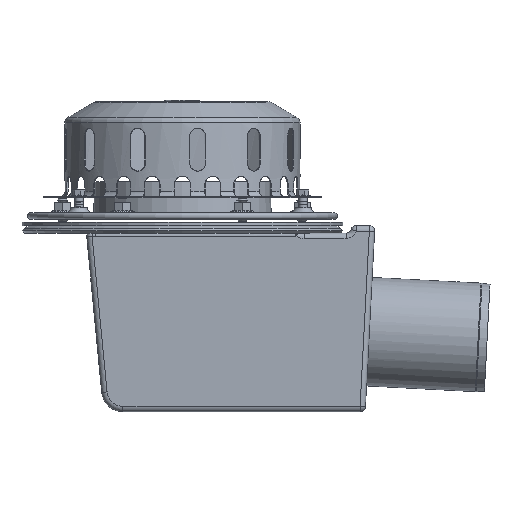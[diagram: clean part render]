
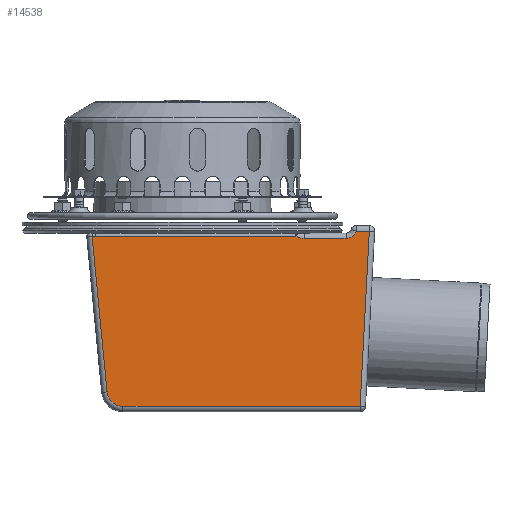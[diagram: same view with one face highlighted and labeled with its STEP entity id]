
A CAD part, front view. The second image highlights one B-rep face of the part: STEP entity #14538.
In plain terms, the highlighted planar face has unit normal (0, -1, 0).
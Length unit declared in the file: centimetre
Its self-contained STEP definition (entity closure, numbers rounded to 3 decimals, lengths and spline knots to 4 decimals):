
#166=B_SPLINE_CURVE_WITH_KNOTS('',3,(#23426,#23427,#23428,#23429,#23430),
 .UNSPECIFIED.,.F.,.F.,(4,1,4),(0.,3.4007,7.9349),
 .UNSPECIFIED.);
#1179=PLANE('',#15847);
#1741=FACE_OUTER_BOUND('',#2700,.T.);
#2700=EDGE_LOOP('',(#10987,#10988,#10989,#10990,#10991,#10992,#10993,#10994,
#10995,#10996,#10997,#10998,#10999,#11000,#11001));
#3521=LINE('',#23377,#4363);
#3522=LINE('',#23381,#4364);
#3523=LINE('',#23392,#4365);
#3524=LINE('',#23394,#4366);
#3531=LINE('',#23412,#4373);
#3532=LINE('',#23416,#4374);
#3533=LINE('',#23418,#4375);
#3534=LINE('',#23420,#4376);
#3535=LINE('',#23424,#4377);
#3536=LINE('',#23431,#4378);
#3537=LINE('',#23433,#4379);
#3538=LINE('',#23434,#4380);
#4363=VECTOR('',#18659,1.);
#4364=VECTOR('',#18664,1.);
#4365=VECTOR('',#18667,1.);
#4366=VECTOR('',#18668,1.);
#4373=VECTOR('',#18685,1.);
#4374=VECTOR('',#18688,1.);
#4375=VECTOR('',#18689,1.);
#4376=VECTOR('',#18690,1.);
#4377=VECTOR('',#18693,1.);
#4378=VECTOR('',#18694,1.);
#4379=VECTOR('',#18695,1.);
#4380=VECTOR('',#18696,1.);
#5315=CIRCLE('',#15848,15.);
#5316=CIRCLE('',#15849,10.);
#6237=VERTEX_POINT('',#23373);
#6238=VERTEX_POINT('',#23375);
#6239=VERTEX_POINT('',#23379);
#6240=VERTEX_POINT('',#23388);
#6242=VERTEX_POINT('',#23391);
#6243=VERTEX_POINT('',#23393);
#6249=VERTEX_POINT('',#23411);
#6250=VERTEX_POINT('',#23413);
#6251=VERTEX_POINT('',#23415);
#6252=VERTEX_POINT('',#23417);
#6253=VERTEX_POINT('',#23419);
#6254=VERTEX_POINT('',#23421);
#6255=VERTEX_POINT('',#23423);
#6256=VERTEX_POINT('',#23425);
#6257=VERTEX_POINT('',#23432);
#7953=EDGE_CURVE('',#6238,#6237,#3521,.T.);
#7955=EDGE_CURVE('',#6239,#6238,#3522,.T.);
#7957=EDGE_CURVE('',#6242,#6240,#3523,.T.);
#7958=EDGE_CURVE('',#6243,#6242,#3524,.T.);
#7967=EDGE_CURVE('',#6249,#6239,#3531,.T.);
#7968=EDGE_CURVE('',#6250,#6249,#5315,.T.);
#7969=EDGE_CURVE('',#6251,#6250,#3532,.T.);
#7970=EDGE_CURVE('',#6252,#6251,#3533,.T.);
#7971=EDGE_CURVE('',#6253,#6252,#3534,.T.);
#7972=EDGE_CURVE('',#6254,#6253,#5316,.T.);
#7973=EDGE_CURVE('',#6255,#6254,#3535,.T.);
#7974=EDGE_CURVE('',#6256,#6255,#166,.T.);
#7975=EDGE_CURVE('',#6243,#6256,#3536,.T.);
#7976=EDGE_CURVE('',#6257,#6240,#3537,.T.);
#7977=EDGE_CURVE('',#6237,#6257,#3538,.T.);
#10987=ORIENTED_EDGE('',*,*,#7967,.F.);
#10988=ORIENTED_EDGE('',*,*,#7968,.F.);
#10989=ORIENTED_EDGE('',*,*,#7969,.F.);
#10990=ORIENTED_EDGE('',*,*,#7970,.F.);
#10991=ORIENTED_EDGE('',*,*,#7971,.F.);
#10992=ORIENTED_EDGE('',*,*,#7972,.F.);
#10993=ORIENTED_EDGE('',*,*,#7973,.F.);
#10994=ORIENTED_EDGE('',*,*,#7974,.F.);
#10995=ORIENTED_EDGE('',*,*,#7975,.F.);
#10996=ORIENTED_EDGE('',*,*,#7958,.T.);
#10997=ORIENTED_EDGE('',*,*,#7957,.T.);
#10998=ORIENTED_EDGE('',*,*,#7976,.F.);
#10999=ORIENTED_EDGE('',*,*,#7977,.F.);
#11000=ORIENTED_EDGE('',*,*,#7953,.F.);
#11001=ORIENTED_EDGE('',*,*,#7955,.F.);
#14538=ADVANCED_FACE('',(#1741),#1179,.T.);
#15847=AXIS2_PLACEMENT_3D('',#23410,#18683,#18684);
#15848=AXIS2_PLACEMENT_3D('',#23414,#18686,#18687);
#15849=AXIS2_PLACEMENT_3D('',#23422,#18691,#18692);
#18659=DIRECTION('',(-0.052,0.,0.999));
#18664=DIRECTION('',(-0.999,0.,-0.052));
#18667=DIRECTION('',(-0.096,0.,0.995));
#18668=DIRECTION('',(-0.999,0.,-0.052));
#18683=DIRECTION('center_axis',(0.,-1.,0.));
#18684=DIRECTION('ref_axis',(1.,0.,0.));
#18685=DIRECTION('',(-0.096,0.,0.995));
#18686=DIRECTION('center_axis',(0.,1.,0.));
#18687=DIRECTION('ref_axis',(0.901,0.,0.434));
#18688=DIRECTION('',(-1.,0.,0.));
#18689=DIRECTION('',(-0.052,0.,-0.999));
#18690=DIRECTION('',(1.,0.,0.));
#18691=DIRECTION('center_axis',(0.,-1.,0.));
#18692=DIRECTION('ref_axis',(0.592,0.,-0.806));
#18693=DIRECTION('',(1.,0.,0.));
#18694=DIRECTION('',(1.,0.,0.));
#18695=DIRECTION('',(1.,0.,0.));
#18696=DIRECTION('',(-0.096,0.,0.995));
#23373=CARTESIAN_POINT('',(-84.4376,-90.,79.3995));
#23375=CARTESIAN_POINT('',(-84.3968,-90.,78.6216));
#23377=CARTESIAN_POINT('',(-84.3968,-90.,78.6216));
#23379=CARTESIAN_POINT('',(-84.3628,-90.,78.6234));
#23381=CARTESIAN_POINT('',(-81.4009,-90.,78.7786));
#23388=CARTESIAN_POINT('',(-81.5186,-90.,80.0004));
#23391=CARTESIAN_POINT('',(-81.5183,-90.,79.9976));
#23392=CARTESIAN_POINT('',(-65.7272,-90.,-83.9996));
#23393=CARTESIAN_POINT('',(-81.4649,-90.,80.0004));
#23394=CARTESIAN_POINT('',(-81.4649,-90.,80.0004));
#23410=CARTESIAN_POINT('Origin',(46.4663,-90.,3.3735));
#23411=CARTESIAN_POINT('',(-70.4914,-90.,-65.4373));
#23412=CARTESIAN_POINT('',(-80.5024,-90.,38.5314));
#23413=CARTESIAN_POINT('',(-55.5604,-90.,-78.9996));
#23414=CARTESIAN_POINT('Origin',(-55.5604,-90.,-63.9996));
#23415=CARTESIAN_POINT('',(166.1362,-90.,-78.9996));
#23416=CARTESIAN_POINT('',(-55.881,-90.,-78.9996));
#23417=CARTESIAN_POINT('',(174.7311,-90.,85.0004));
#23418=CARTESIAN_POINT('',(168.0008,-90.,-43.4222));
#23419=CARTESIAN_POINT('',(162.5394,-90.,85.0004));
#23420=CARTESIAN_POINT('',(113.2331,-90.,85.0004));
#23421=CARTESIAN_POINT('',(153.,-90.,78.0004));
#23422=CARTESIAN_POINT('Origin',(153.,-90.,88.0004));
#23423=CARTESIAN_POINT('',(113.7497,-90.,78.0004));
#23424=CARTESIAN_POINT('',(23.2331,-90.,78.0004));
#23425=CARTESIAN_POINT('',(106.165,-90.,80.0004));
#23426=CARTESIAN_POINT('Ctrl Pts',(106.165,-90.,80.0004));
#23427=CARTESIAN_POINT('Ctrl Pts',(107.1432,-90.,79.4277));
#23428=CARTESIAN_POINT('Ctrl Pts',(109.5928,-90.,78.383));
#23429=CARTESIAN_POINT('Ctrl Pts',(112.2383,-90.,78.0004));
#23430=CARTESIAN_POINT('Ctrl Pts',(113.7497,-90.,78.0004));
#23431=CARTESIAN_POINT('',(102.2331,-90.,80.0004));
#23432=CARTESIAN_POINT('',(-84.4954,-90.,80.0004));
#23433=CARTESIAN_POINT('',(-17.7669,-90.,80.0004));
#23434=CARTESIAN_POINT('',(-80.5024,-90.,38.5314));
